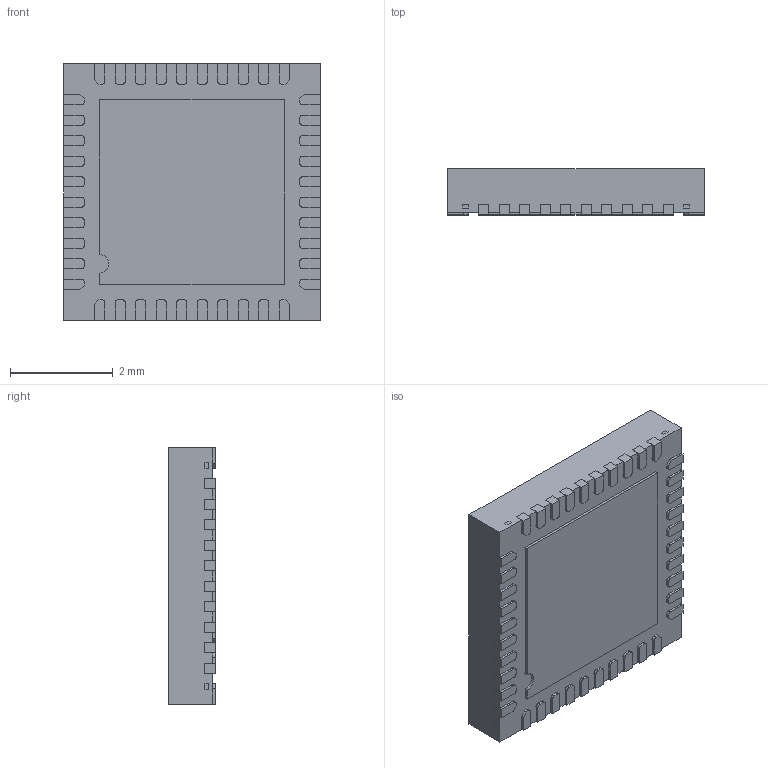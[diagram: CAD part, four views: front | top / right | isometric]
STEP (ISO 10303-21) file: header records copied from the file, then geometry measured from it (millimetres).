
FILE_DESCRIPTION (( 'STEP AP214' ), '1' );
FILE_NAME ('RTL8153B-VB-CG.STEP', '2022-01-03T20:40:24', ( '' ), ( '' ), 'SwSTEP 2.0', 'SolidWorks 2017', '' );
FILE_SCHEMA (( 'AUTOMOTIVE_DESIGN' ));
Length unit declared in the file: millimetre
Products named in the file (1): RTL8153B-VB-CG
Bounding box: 5 x 0.9 x 5 mm (x, y, z)
Volume: 22.1 mm3; surface area: 119.8 mm2
Topology: 51 solids, 51 shells, 676 faces, 1692 edges, 1128 vertices
Faces by surface type: plane 526, cylinder 150
Entity records: 20520 total; most frequent: CARTESIAN_POINT 3497, ORIENTED_EDGE 3384, DIRECTION 3346, EDGE_CURVE 1692, LINE 1392, VECTOR 1392, VERTEX_POINT 1128, AXIS2_PLACEMENT_3D 977
